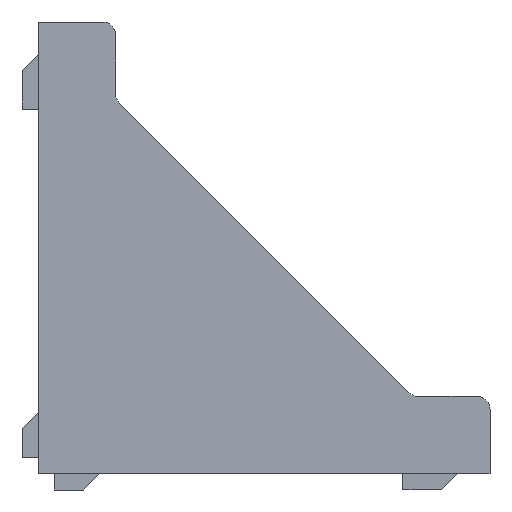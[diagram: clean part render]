
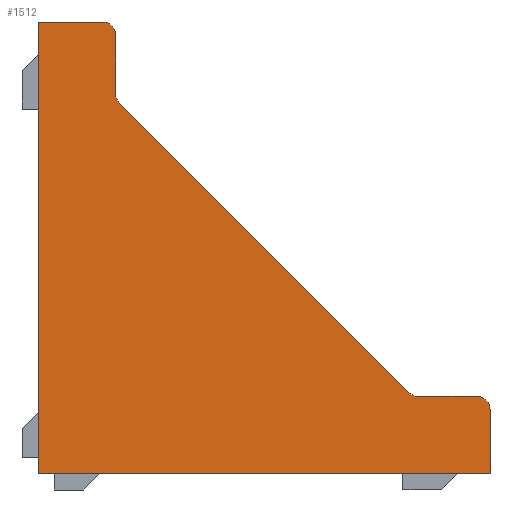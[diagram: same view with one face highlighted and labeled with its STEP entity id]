
A CAD part, left-side view. The second image highlights one B-rep face of the part: STEP entity #1512.
In plain terms, the highlighted planar face has unit normal (-1, 0, 0).
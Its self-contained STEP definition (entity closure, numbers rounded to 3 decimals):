
#84=PLANE('',#1632);
#162=FACE_OUTER_BOUND('',#245,.T.);
#245=EDGE_LOOP('',(#1379,#1380,#1381,#1382,#1383,#1384,#1385,#1386,#1387,
#1388,#1389));
#266=LINE('',#2088,#450);
#272=LINE('',#2103,#456);
#285=LINE('',#2143,#469);
#297=LINE('',#2175,#481);
#403=LINE('',#2396,#587);
#431=LINE('',#2456,#615);
#433=LINE('',#2460,#617);
#450=VECTOR('',#1684,10.);
#456=VECTOR('',#1698,10.);
#469=VECTOR('',#1735,10.);
#481=VECTOR('',#1767,10.);
#587=VECTOR('',#1959,10.);
#615=VECTOR('',#2021,10.);
#617=VECTOR('',#2027,10.);
#627=CIRCLE('',#1542,1.);
#629=CIRCLE('',#1546,1.);
#638=CIRCLE('',#1564,1.);
#642=CIRCLE('',#1572,1.);
#665=VERTEX_POINT('',#2078);
#666=VERTEX_POINT('',#2079);
#669=VERTEX_POINT('',#2087);
#671=VERTEX_POINT('',#2093);
#672=VERTEX_POINT('',#2094);
#688=VERTEX_POINT('',#2140);
#689=VERTEX_POINT('',#2142);
#698=VERTEX_POINT('',#2172);
#699=VERTEX_POINT('',#2174);
#700=VERTEX_POINT('',#2178);
#771=VERTEX_POINT('',#2394);
#808=EDGE_CURVE('',#665,#666,#627,.T.);
#812=EDGE_CURVE('',#669,#666,#266,.T.);
#815=EDGE_CURVE('',#671,#672,#629,.T.);
#820=EDGE_CURVE('',#665,#672,#272,.T.);
#839=EDGE_CURVE('',#689,#688,#285,.T.);
#846=EDGE_CURVE('',#669,#688,#638,.T.);
#856=EDGE_CURVE('',#699,#698,#297,.T.);
#858=EDGE_CURVE('',#699,#700,#642,.T.);
#965=EDGE_CURVE('',#698,#771,#403,.T.);
#995=EDGE_CURVE('',#671,#700,#431,.T.);
#997=EDGE_CURVE('',#771,#689,#433,.T.);
#1379=ORIENTED_EDGE('',*,*,#846,.F.);
#1380=ORIENTED_EDGE('',*,*,#812,.T.);
#1381=ORIENTED_EDGE('',*,*,#808,.F.);
#1382=ORIENTED_EDGE('',*,*,#820,.T.);
#1383=ORIENTED_EDGE('',*,*,#815,.F.);
#1384=ORIENTED_EDGE('',*,*,#995,.T.);
#1385=ORIENTED_EDGE('',*,*,#858,.F.);
#1386=ORIENTED_EDGE('',*,*,#856,.T.);
#1387=ORIENTED_EDGE('',*,*,#965,.T.);
#1388=ORIENTED_EDGE('',*,*,#997,.T.);
#1389=ORIENTED_EDGE('',*,*,#839,.T.);
#1512=ADVANCED_FACE('',(#162),#84,.T.);
#1542=AXIS2_PLACEMENT_3D('',#2080,#1676,#1677);
#1546=AXIS2_PLACEMENT_3D('',#2095,#1689,#1690);
#1564=AXIS2_PLACEMENT_3D('',#2155,#1747,#1748);
#1572=AXIS2_PLACEMENT_3D('',#2179,#1771,#1772);
#1632=AXIS2_PLACEMENT_3D('',#2459,#2025,#2026);
#1676=DIRECTION('center_axis',(-1.,0.,0.));
#1677=DIRECTION('ref_axis',(0.,0.383,-0.924));
#1684=DIRECTION('',(0.,1.,0.));
#1689=DIRECTION('center_axis',(-1.,0.,0.));
#1690=DIRECTION('ref_axis',(0.,0.924,-0.383));
#1698=DIRECTION('',(0.,0.707,0.707));
#1735=DIRECTION('',(0.,0.,1.));
#1747=DIRECTION('center_axis',(1.,0.,0.));
#1748=DIRECTION('ref_axis',(0.,-0.707,0.707));
#1767=DIRECTION('',(0.,1.,0.));
#1771=DIRECTION('center_axis',(1.,0.,0.));
#1772=DIRECTION('ref_axis',(0.,-0.707,0.707));
#1959=DIRECTION('',(0.,0.,-1.));
#2021=DIRECTION('',(0.,0.,1.));
#2025=DIRECTION('center_axis',(-1.,0.,0.));
#2026=DIRECTION('ref_axis',(0.,0.,1.));
#2027=DIRECTION('',(0.,-1.,0.));
#2078=CARTESIAN_POINT('',(-14.,-28.707,6.293));
#2079=CARTESIAN_POINT('',(-14.,-29.414,6.));
#2080=CARTESIAN_POINT('Origin',(-14.,-29.414,7.));
#2087=CARTESIAN_POINT('',(-14.,-34.,6.));
#2088=CARTESIAN_POINT('',(-14.,-35.,6.));
#2093=CARTESIAN_POINT('',(-14.,-6.,29.414));
#2094=CARTESIAN_POINT('',(-14.,-6.293,28.707));
#2095=CARTESIAN_POINT('Origin',(-14.,-7.,29.414));
#2103=CARTESIAN_POINT('',(-14.,-6.,29.));
#2140=CARTESIAN_POINT('',(-14.,-35.,5.));
#2142=CARTESIAN_POINT('',(-14.,-35.,0.));
#2143=CARTESIAN_POINT('',(-14.,-35.,0.));
#2155=CARTESIAN_POINT('Origin',(-14.,-34.,5.));
#2172=CARTESIAN_POINT('',(-14.,0.,35.));
#2174=CARTESIAN_POINT('',(-14.,-5.,35.));
#2175=CARTESIAN_POINT('',(-14.,0.,35.));
#2178=CARTESIAN_POINT('',(-14.,-6.,34.));
#2179=CARTESIAN_POINT('Origin',(-14.,-5.,34.));
#2394=CARTESIAN_POINT('',(-14.,0.,0.));
#2396=CARTESIAN_POINT('',(-14.,0.,0.));
#2456=CARTESIAN_POINT('',(-14.,-6.,35.));
#2459=CARTESIAN_POINT('Origin',(-14.,-17.5,17.5));
#2460=CARTESIAN_POINT('',(-14.,0.,0.));
